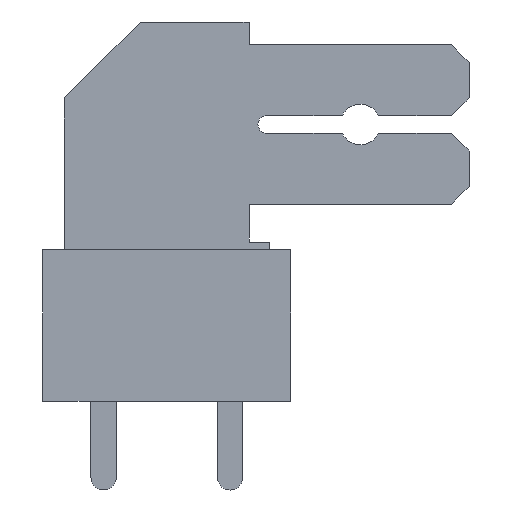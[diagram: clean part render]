
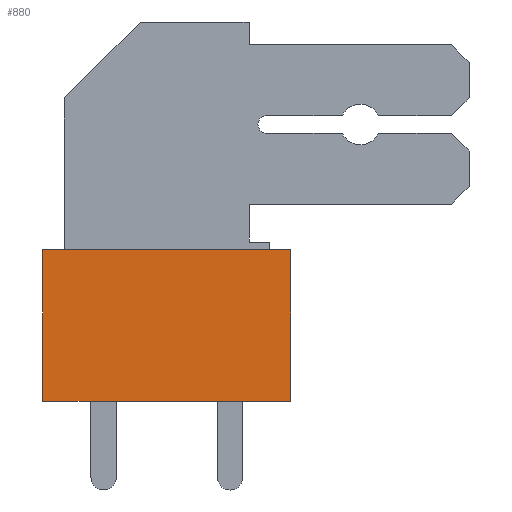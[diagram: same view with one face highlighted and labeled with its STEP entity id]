
A CAD part, left-side view. The second image highlights one B-rep face of the part: STEP entity #880.
In plain terms, the highlighted planar face has unit normal (-1, 0, 0).
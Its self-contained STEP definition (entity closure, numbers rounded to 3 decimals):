
#853=AXIS2_PLACEMENT_3D('Plane Axis2P3D',#850,#851,#852) ;
#49=CARTESIAN_POINT('Vertex',(0.,7.05,3.5)) ;
#52=CARTESIAN_POINT('Line Origine',(0.,11.95,3.5)) ;
#56=CARTESIAN_POINT('Vertex',(0.,16.85,3.5)) ;
#850=CARTESIAN_POINT('Axis2P3D Location',(0.,0.,0.)) ;
#855=CARTESIAN_POINT('Line Origine',(0.,11.95,9.5)) ;
#859=CARTESIAN_POINT('Vertex',(0.,7.05,9.5)) ;
#861=CARTESIAN_POINT('Vertex',(0.,16.85,9.5)) ;
#864=CARTESIAN_POINT('Line Origine',(0.,16.85,6.5)) ;
#869=CARTESIAN_POINT('Line Origine',(0.,7.05,6.5)) ;
#53=DIRECTION('Vector Direction',(0.,1.,0.)) ;
#851=DIRECTION('Axis2P3D Direction',(-1.,0.,0.)) ;
#852=DIRECTION('Axis2P3D XDirection',(0.,0.,1.)) ;
#856=DIRECTION('Vector Direction',(0.,-1.,0.)) ;
#865=DIRECTION('Vector Direction',(0.,0.,1.)) ;
#870=DIRECTION('Vector Direction',(0.,0.,-1.)) ;
#54=VECTOR('Line Direction',#53,1.) ;
#857=VECTOR('Line Direction',#856,1.) ;
#866=VECTOR('Line Direction',#865,1.) ;
#871=VECTOR('Line Direction',#870,1.) ;
#875=ORIENTED_EDGE('',*,*,#863,.T.) ;
#876=ORIENTED_EDGE('',*,*,#868,.T.) ;
#877=ORIENTED_EDGE('',*,*,#58,.T.) ;
#878=ORIENTED_EDGE('',*,*,#873,.T.) ;
#880=ADVANCED_FACE('_PCF 7.50/11/90 3.5 OR 9511670000',(#879),#854,.T.) ;
#58=EDGE_CURVE('',#57,#50,#55,.F.) ;
#863=EDGE_CURVE('',#860,#862,#858,.F.) ;
#868=EDGE_CURVE('',#862,#57,#867,.F.) ;
#873=EDGE_CURVE('',#50,#860,#872,.F.) ;
#874=EDGE_LOOP('',(#875,#876,#877,#878)) ;
#879=FACE_OUTER_BOUND('',#874,.T.) ;
#55=LINE('Line',#52,#54) ;
#858=LINE('Line',#855,#857) ;
#867=LINE('Line',#864,#866) ;
#872=LINE('Line',#869,#871) ;
#854=PLANE('',#853) ;
#50=VERTEX_POINT('',#49) ;
#57=VERTEX_POINT('',#56) ;
#860=VERTEX_POINT('',#859) ;
#862=VERTEX_POINT('',#861) ;
